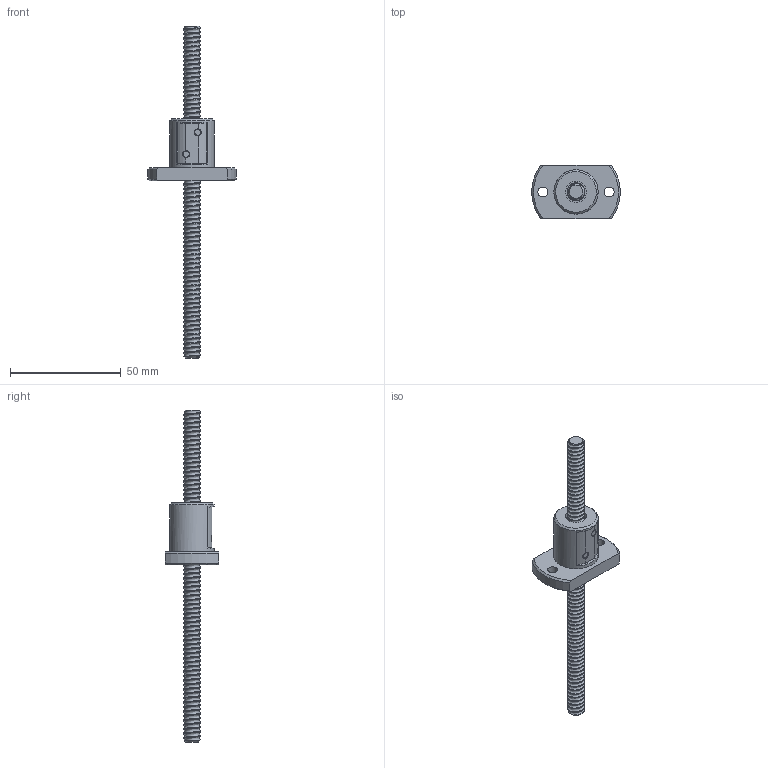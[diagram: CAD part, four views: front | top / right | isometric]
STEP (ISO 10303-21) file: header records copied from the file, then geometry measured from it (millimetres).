
FILE_DESCRIPTION(/* description */ (''),/* implementation_level */ '2;1');
FILE_NAME(/* name */ '6624K67Ball Screw.stp',/* time_stamp */ '2024-05-05T11:36:56+02:00',/* author */ (''),/* organization */ (''),/* preprocessor_version */ 'ST-DEVELOPER v20',/* originating_system */ 'Autodesk Translation Framework v12.20.1.177',/* authorisation */ '');
FILE_SCHEMA (('AUTOMOTIVE_DESIGN { 1 0 10303 214 3 1 1 }'));
Length unit declared in the file: millimetre
Products named in the file (1): 6624K67_Ball Screw
Bounding box: 40 x 24 x 150 mm (x, y, z)
Volume: 16426.3 mm3; surface area: 9357.3 mm2
Topology: 2 solids, 2 shells, 125 faces, 345 edges, 230 vertices
Faces by surface type: cylinder 89, plane 21, cone 7, bspline 6, torus 2
Full cylindrical faces by diameter (mm): 3 x2, 3.18 x2, 4.5 x2, 8 x74, 9.6 x2, 20 x1
Entity records: 22531 total; most frequent: CARTESIAN_POINT 19606, ORIENTED_EDGE 690, DIRECTION 466, EDGE_CURVE 345, VERTEX_POINT 230, AXIS2_PLACEMENT_3D 175, B_SPLINE_CURVE_WITH_KNOTS 174, EDGE_LOOP 137
